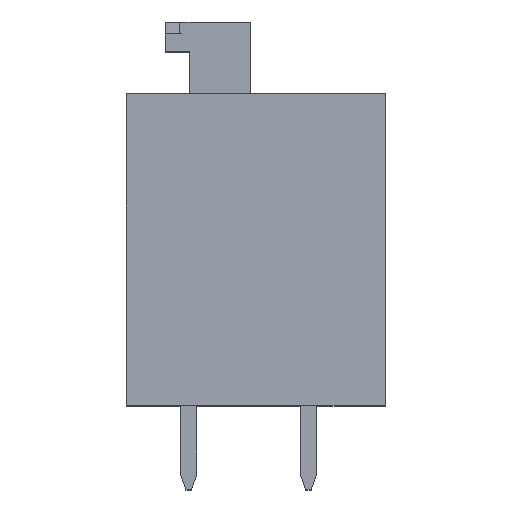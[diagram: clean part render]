
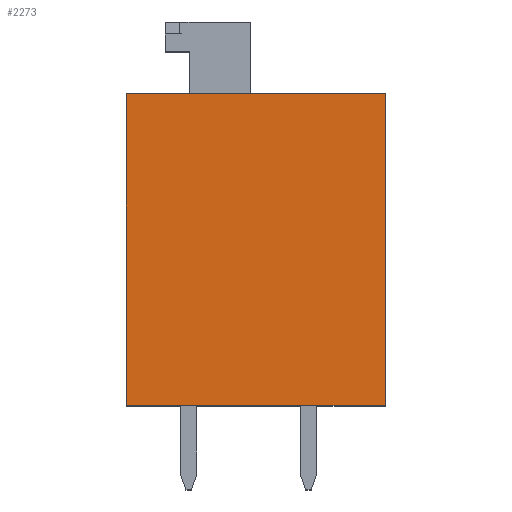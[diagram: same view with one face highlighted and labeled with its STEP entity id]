
A CAD part, top view. The second image highlights one B-rep face of the part: STEP entity #2273.
In plain terms, the highlighted planar face has unit normal (0, 0, 1).
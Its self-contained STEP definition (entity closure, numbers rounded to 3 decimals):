
#2146=DIRECTION('',(1.,0.,0.));
#2147=VECTOR('',#2146,10.82);
#2148=CARTESIAN_POINT('',(0.,13.,3.255));
#2149=LINE('',#2148,#2147);
#2153=DIRECTION('',(-0.002,-1.,0.));
#2154=VECTOR('',#2153,13.);
#2155=CARTESIAN_POINT('',(10.82,13.,3.255));
#2156=LINE('',#2155,#2154);
#2160=DIRECTION('',(-1.,0.,0.));
#2161=VECTOR('',#2160,10.8);
#2162=CARTESIAN_POINT('',(10.8,0.,3.255));
#2163=LINE('',#2162,#2161);
#2167=DIRECTION('',(0.,1.,0.));
#2168=VECTOR('',#2167,13.);
#2169=CARTESIAN_POINT('',(0.,0.,3.255));
#2170=LINE('',#2169,#2168);
#2182=CARTESIAN_POINT('',(10.82,13.,3.255));
#2183=VERTEX_POINT('',#2182);
#2184=CARTESIAN_POINT('',(0.,13.,3.255));
#2185=VERTEX_POINT('',#2184);
#2186=CARTESIAN_POINT('',(10.8,0.,3.255));
#2187=VERTEX_POINT('',#2186);
#2188=CARTESIAN_POINT('',(0.,0.,3.255));
#2189=VERTEX_POINT('',#2188);
#2262=CARTESIAN_POINT('',(0.,0.,3.255));
#2263=DIRECTION('',(0.,0.,1.));
#2264=DIRECTION('',(1.,0.,0.));
#2265=AXIS2_PLACEMENT_3D('',#2262,#2263,#2264);
#2266=PLANE('',#2265);
#2267=ORIENTED_EDGE('',*,*,#2214,.T.);
#2268=ORIENTED_EDGE('',*,*,#2229,.T.);
#2269=ORIENTED_EDGE('',*,*,#2243,.T.);
#2270=ORIENTED_EDGE('',*,*,#2256,.T.);
#2271=EDGE_LOOP('',(#2267,#2268,#2269,#2270));
#2272=FACE_OUTER_BOUND('',#2271,.F.);
#2273=ADVANCED_FACE('',(#2272),#2266,.T.);
#2214=EDGE_CURVE('',#2185,#2183,#2149,.T.);
#2229=EDGE_CURVE('',#2183,#2187,#2156,.T.);
#2243=EDGE_CURVE('',#2187,#2189,#2163,.T.);
#2256=EDGE_CURVE('',#2189,#2185,#2170,.T.);
